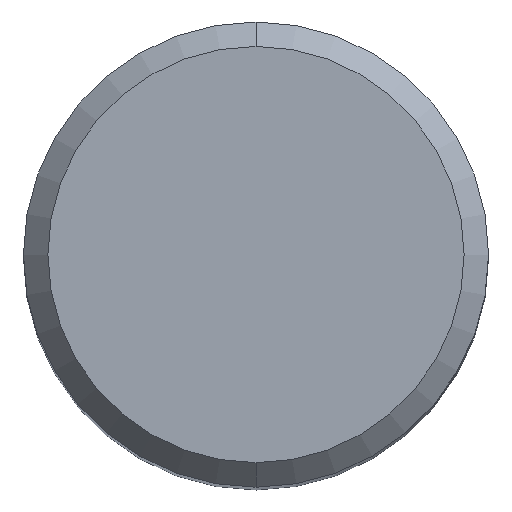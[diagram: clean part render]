
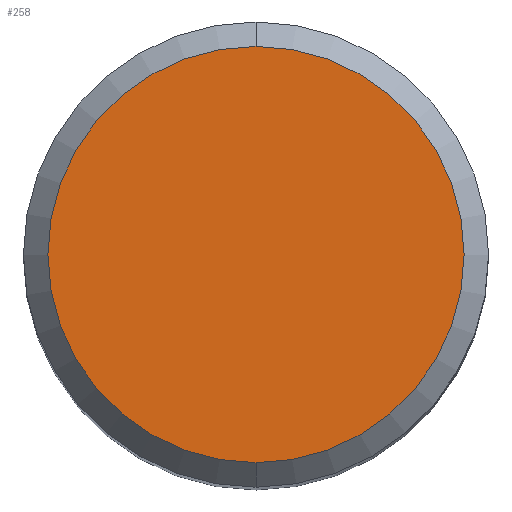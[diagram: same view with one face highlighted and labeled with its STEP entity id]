
A CAD part, top view. The second image highlights one B-rep face of the part: STEP entity #258.
In plain terms, the highlighted planar face has unit normal (0, 0, 1).
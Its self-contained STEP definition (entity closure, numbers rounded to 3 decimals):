
#258=ADVANCED_FACE('',(#569),#570,.T.);
#266=VERTEX_POINT('',#578);
#314=VERTEX_POINT('',#631);
#354=EDGE_CURVE('',#314,#266,#676,.T.);
#412=EDGE_CURVE('',#266,#314,#739,.T.);
#569=FACE_OUTER_BOUND('',#934,.T.);
#570=PLANE('',#935);
#578=CARTESIAN_POINT('',(0.,-8.5,0.0));
#631=CARTESIAN_POINT('',(0.0,8.5,0.0));
#676=CIRCLE('',#1338,8.5);
#739=CIRCLE('',#1446,8.5);
#934=EDGE_LOOP('',(#1666,#1667));
#935=AXIS2_PLACEMENT_3D('',#1668,#1669,#1670);
#1338=AXIS2_PLACEMENT_3D('',#1785,#1786,#1787);
#1446=AXIS2_PLACEMENT_3D('',#1840,#1841,#1842);
#1666=ORIENTED_EDGE('',*,*,#354,.F.);
#1667=ORIENTED_EDGE('',*,*,#412,.F.);
#1668=CARTESIAN_POINT('',(0.0,4.25,0.0));
#1669=DIRECTION('',(-0.0,0.0,1.0));
#1670=DIRECTION('',(0.0,-1.0,0.0));
#1785=CARTESIAN_POINT('',(0.0,0.0,0.0));
#1786=DIRECTION('',(0.0,0.0,-1.0));
#1787=DIRECTION('',(0.0,1.0,0.0));
#1840=CARTESIAN_POINT('',(0.0,0.0,0.0));
#1841=DIRECTION('',(0.0,0.0,-1.0));
#1842=DIRECTION('',(0.0,1.0,0.0));
